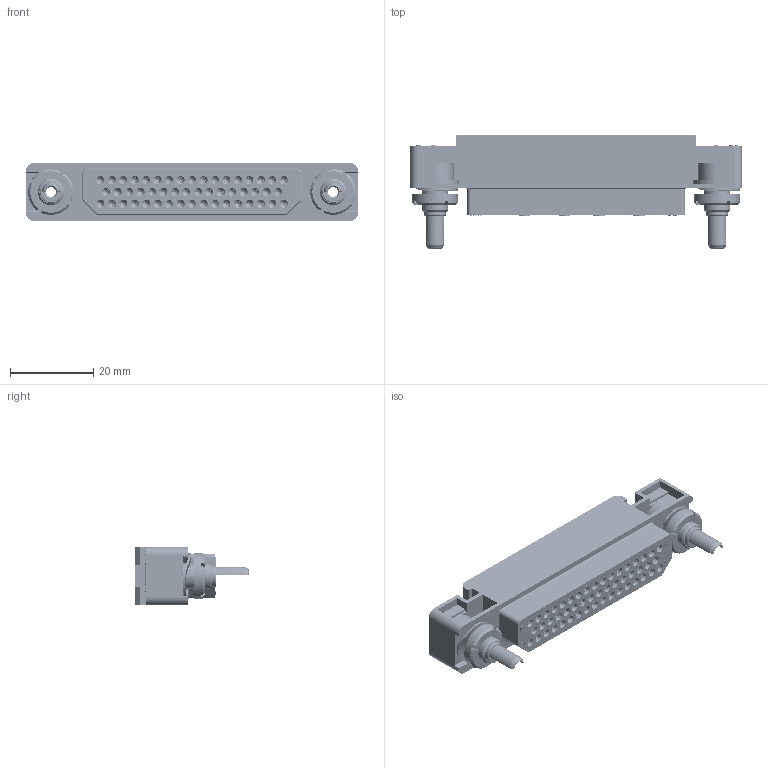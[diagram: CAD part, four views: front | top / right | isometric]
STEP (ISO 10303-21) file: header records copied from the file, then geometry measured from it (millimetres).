
FILE_DESCRIPTION((''),'2;1');
FILE_NAME('1900ND01S2B00B','2020-08-05T',('presta_be4'),(''),'CREO PARAMETRIC BY PTC INC, 2018360','CREO PARAMETRIC BY PTC INC, 2018360','');
FILE_SCHEMA(('CONFIG_CONTROL_DESIGN'));
Products named in the file (1): 1900ND01S2B00B
Bounding box: 80 x 27.27 x 14 mm (x, y, z)
Volume: 13582.5 mm3; surface area: 27905.8 mm2
Topology: 13 solids, 13 shells, 7599 faces, 19780 edges, 12460 vertices
Faces by surface type: plane 3163, cylinder 2036, cone 1244, torus 930, bspline 200, extrusion 26
Entity records: 291534 total; most frequent: CARTESIAN_POINT 103807, DIRECTION 39736, ORIENTED_EDGE 39152, EDGE_CURVE 19576, AXIS2_PLACEMENT_3D 14947, VERTEX_POINT 12460, VECTOR 9842, LINE 9816
